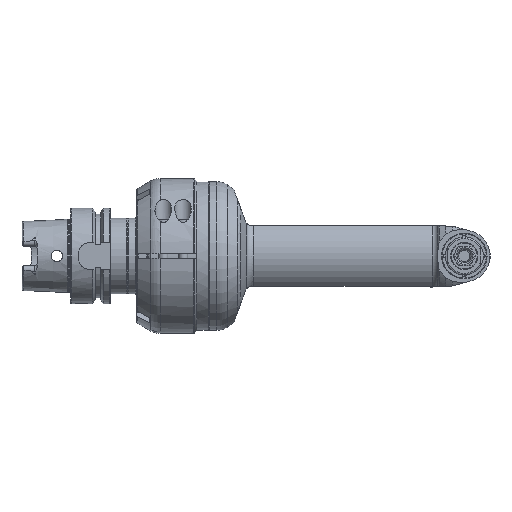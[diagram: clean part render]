
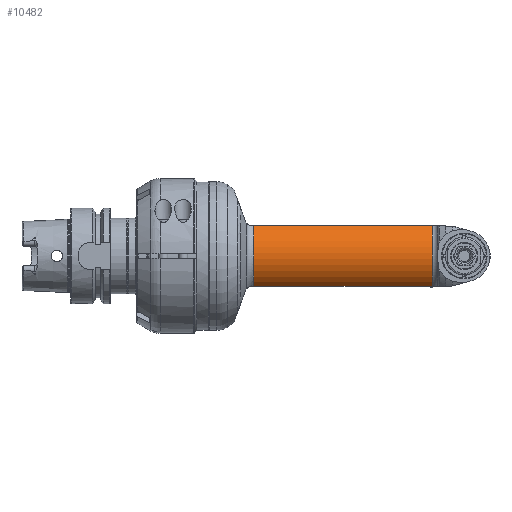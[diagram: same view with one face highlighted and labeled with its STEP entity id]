
A CAD part, front view. The second image highlights one B-rep face of the part: STEP entity #10482.
In plain terms, the highlighted cylindrical face has radius 25.5 mm (diameter 51 mm), a partial arc.
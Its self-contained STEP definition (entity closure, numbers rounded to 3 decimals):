
#612=LINE('',#17886,#1308);
#619=LINE('',#17965,#1315);
#1308=VECTOR('',#13118,117.417);
#1315=VECTOR('',#13137,117.417);
#1867=CYLINDRICAL_SURFACE('',#11326,25.5);
#2286=FACE_OUTER_BOUND('',#2947,.T.);
#2947=EDGE_LOOP('',(#7632,#7633,#7634,#7635));
#3683=CIRCLE('',#11319,25.5);
#3689=CIRCLE('',#11327,25.5);
#4455=VERTEX_POINT('',#17856);
#4457=VERTEX_POINT('',#17874);
#4458=VERTEX_POINT('',#17885);
#4476=VERTEX_POINT('',#17964);
#5640=EDGE_CURVE('',#4457,#4455,#3683,.T.);
#5641=EDGE_CURVE('',#4458,#4455,#612,.T.);
#5660=EDGE_CURVE('',#4457,#4476,#619,.T.);
#5661=EDGE_CURVE('',#4458,#4476,#3689,.T.);
#7632=ORIENTED_EDGE('',*,*,#5641,.T.);
#7633=ORIENTED_EDGE('',*,*,#5640,.F.);
#7634=ORIENTED_EDGE('',*,*,#5660,.T.);
#7635=ORIENTED_EDGE('',*,*,#5661,.F.);
#10482=ADVANCED_FACE('',(#2286),#1867,.T.);
#11319=AXIS2_PLACEMENT_3D('',#17883,#13114,#13115);
#11326=AXIS2_PLACEMENT_3D('',#17963,#13135,#13136);
#11327=AXIS2_PLACEMENT_3D('',#17966,#13138,#13139);
#13114=DIRECTION('center_axis',(-1.,0.,0.));
#13115=DIRECTION('ref_axis',(0.,-0.62,-0.784));
#13118=DIRECTION('',(-1.,0.,0.));
#13135=DIRECTION('center_axis',(-1.,0.,0.));
#13136=DIRECTION('ref_axis',(0.,-0.833,0.553));
#13137=DIRECTION('',(1.,0.,0.));
#13138=DIRECTION('center_axis',(1.,0.,0.));
#13139=DIRECTION('ref_axis',(0.,-0.833,0.553));
#17856=CARTESIAN_POINT('',(-138.499,-15.819,20.));
#17874=CARTESIAN_POINT('',(-138.499,-15.819,-20.));
#17883=CARTESIAN_POINT('Origin',(-138.499,0.,0.));
#17885=CARTESIAN_POINT('',(-21.082,-15.819,20.));
#17886=CARTESIAN_POINT('',(-21.082,-15.819,20.));
#17963=CARTESIAN_POINT('Origin',(-79.791,0.,0.));
#17964=CARTESIAN_POINT('',(-21.082,-15.819,-20.));
#17965=CARTESIAN_POINT('',(-138.499,-15.819,-20.));
#17966=CARTESIAN_POINT('Origin',(-21.082,0.,0.));
